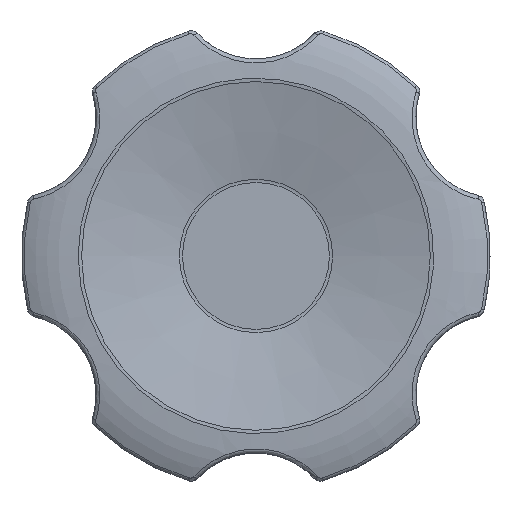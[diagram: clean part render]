
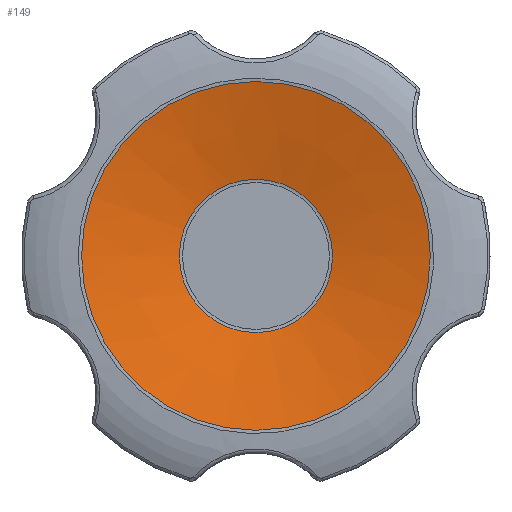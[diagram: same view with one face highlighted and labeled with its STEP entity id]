
A CAD part, top view. The second image highlights one B-rep face of the part: STEP entity #149.
In plain terms, the highlighted conical face has half-angle 76.908 degrees and reference radius 18.75 mm.
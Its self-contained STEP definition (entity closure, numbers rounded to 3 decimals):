
#149 = ADVANCED_FACE( '', ( #372, #373 ), #374, .F. );
#372 = FACE_BOUND( '', #1626, .T. );
#373 = FACE_OUTER_BOUND( '', #1627, .T. );
#374 = CONICAL_SURFACE( '', #1628, 18.75, 1.342 );
#1626 = EDGE_LOOP( '', ( #5936 ) );
#1627 = EDGE_LOOP( '', ( #5937 ) );
#1628 = AXIS2_PLACEMENT_3D( '', #5938, #5939, #5940 );
#5936 = ORIENTED_EDGE( '', *, *, #6539, .T. );
#5937 = ORIENTED_EDGE( '', *, *, #6542, .T. );
#5938 = CARTESIAN_POINT( '', ( 0., 0., 32. ) );
#5939 = DIRECTION( '', ( 0., 0., 1. ) );
#5940 = DIRECTION( '', ( 1., 0., 0. ) );
#6539 = EDGE_CURVE( '', #6864, #6864, #6865, .F. );
#6542 = EDGE_CURVE( '', #6869, #6869, #6870, .F. );
#6864 = VERTEX_POINT( '', #8005 );
#6865 = CIRCLE( '', #8006, 8.168 );
#6869 = VERTEX_POINT( '', #8010 );
#6870 = CIRCLE( '', #8011, 18.578 );
#8005 = CARTESIAN_POINT( '', ( 8.168, 0., 29.539 ) );
#8006 = AXIS2_PLACEMENT_3D( '', #10339, #10340, #10341 );
#8010 = CARTESIAN_POINT( '', ( -18.578, 0., 31.96 ) );
#8011 = AXIS2_PLACEMENT_3D( '', #10345, #10346, #10347 );
#10339 = CARTESIAN_POINT( '', ( 0., 0., 29.539 ) );
#10340 = DIRECTION( '', ( 0., 0., 1. ) );
#10341 = DIRECTION( '', ( 1., 0., 0. ) );
#10345 = CARTESIAN_POINT( '', ( 0., 0., 31.96 ) );
#10346 = DIRECTION( '', ( 0., 0., -1. ) );
#10347 = DIRECTION( '', ( -1., 0., 0. ) );
